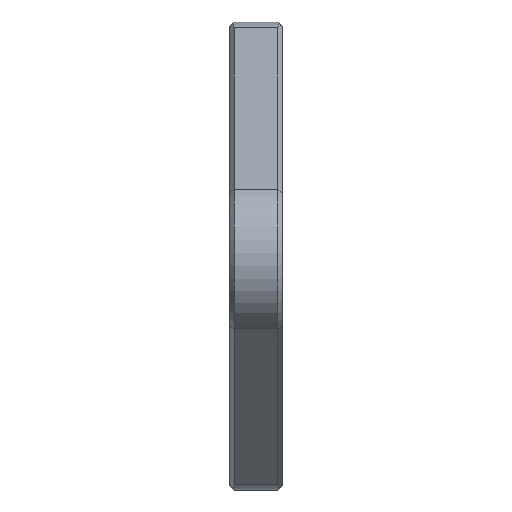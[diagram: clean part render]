
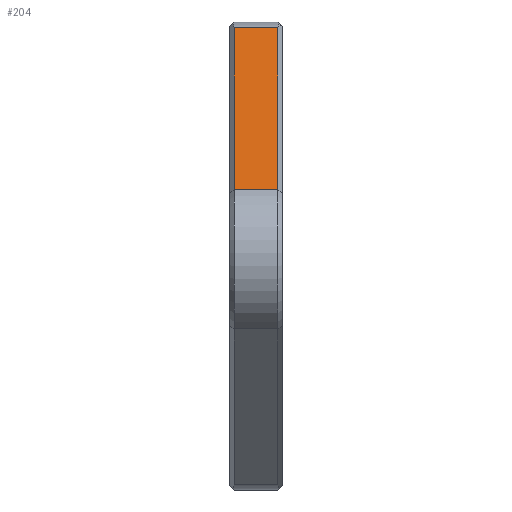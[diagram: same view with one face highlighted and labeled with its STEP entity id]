
A CAD part, left-side view. The second image highlights one B-rep face of the part: STEP entity #204.
In plain terms, the highlighted planar face has unit normal (-0.459, 0, 0.888).
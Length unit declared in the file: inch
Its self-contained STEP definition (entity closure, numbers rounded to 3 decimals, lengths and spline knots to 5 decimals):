
#12 = VERTEX_POINT ( 'NONE', #1789 ) ;
#18 = DIRECTION ( 'NONE',  ( -0.888, 0., -0.459 ) ) ;
#140 = CARTESIAN_POINT ( 'NONE',  ( -1.08631, 0.115, 0.15941 ) ) ;
#171 = CARTESIAN_POINT ( 'NONE',  ( -0.3115, 0.01, 0.56 ) ) ;
#204 = ADVANCED_FACE ( 'NONE', ( #1564 ), #1785, .F. ) ;
#248 = ORIENTED_EDGE ( 'NONE', *, *, #736, .T. ) ;
#271 = DIRECTION ( 'NONE',  ( -0.888, 0., -0.459 ) ) ;
#309 = DIRECTION ( 'NONE',  ( 0.888, 0., 0.459 ) ) ;
#451 = CARTESIAN_POINT ( 'NONE',  ( -1.08631, 0.125, 0.15941 ) ) ;
#603 = VECTOR ( 'NONE', #1268, 39.37008 ) ;
#620 = CARTESIAN_POINT ( 'NONE',  ( -0.3115, 0.125, 0.56 ) ) ;
#633 = AXIS2_PLACEMENT_3D ( 'NONE', #620, #941, #18 ) ;
#684 = EDGE_CURVE ( 'NONE', #12, #903, #1321, .T. ) ;
#736 = EDGE_CURVE ( 'NONE', #1742, #1395, #1035, .T. ) ;
#739 = EDGE_CURVE ( 'NONE', #903, #1742, #1733, .T. ) ;
#860 = ORIENTED_EDGE ( 'NONE', *, *, #1400, .T. ) ;
#903 = VERTEX_POINT ( 'NONE', #1763 ) ;
#941 = DIRECTION ( 'NONE',  ( 0.459, 0., -0.888 ) ) ;
#1006 = DIRECTION ( 'NONE',  ( 0., -1., 0. ) ) ;
#1035 = LINE ( 'NONE', #1103, #603 ) ;
#1103 = CARTESIAN_POINT ( 'NONE',  ( -0.33851, 0.125, 0.54604 ) ) ;
#1216 = ORIENTED_EDGE ( 'NONE', *, *, #739, .T. ) ;
#1237 = ORIENTED_EDGE ( 'NONE', *, *, #684, .T. ) ;
#1268 = DIRECTION ( 'NONE',  ( 0., 1., 0. ) ) ;
#1321 = LINE ( 'NONE', #451, #1379 ) ;
#1379 = VECTOR ( 'NONE', #1006, 39.37008 ) ;
#1395 = VERTEX_POINT ( 'NONE', #1399 ) ;
#1399 = CARTESIAN_POINT ( 'NONE',  ( -0.33851, 0.115, 0.54604 ) ) ;
#1400 = EDGE_CURVE ( 'NONE', #1395, #12, #1770, .T. ) ;
#1412 = VECTOR ( 'NONE', #309, 39.37008 ) ;
#1461 = VECTOR ( 'NONE', #271, 39.37008 ) ;
#1559 = EDGE_LOOP ( 'NONE', ( #1216, #248, #860, #1237 ) ) ;
#1564 = FACE_OUTER_BOUND ( 'NONE', #1559, .T. ) ;
#1593 = CARTESIAN_POINT ( 'NONE',  ( -0.33851, 0.01, 0.54604 ) ) ;
#1733 = LINE ( 'NONE', #171, #1412 ) ;
#1742 = VERTEX_POINT ( 'NONE', #1593 ) ;
#1763 = CARTESIAN_POINT ( 'NONE',  ( -1.08631, 0.01, 0.15941 ) ) ;
#1770 = LINE ( 'NONE', #140, #1461 ) ;
#1785 = PLANE ( 'NONE',  #633 ) ;
#1789 = CARTESIAN_POINT ( 'NONE',  ( -1.08631, 0.115, 0.15941 ) ) ;
